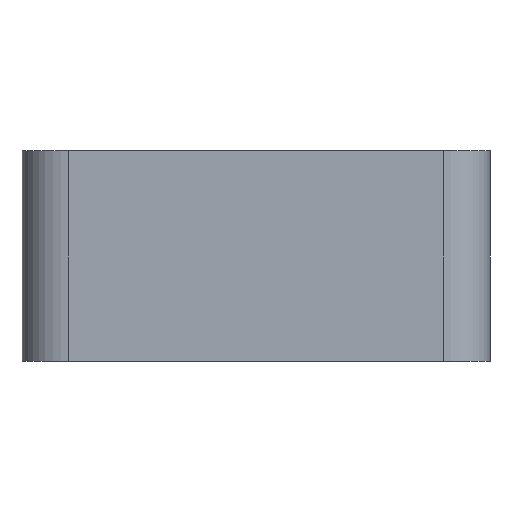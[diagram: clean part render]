
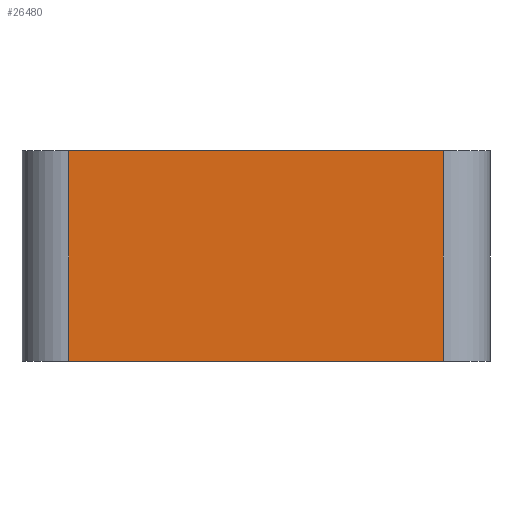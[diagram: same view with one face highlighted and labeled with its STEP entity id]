
A CAD part, front view. The second image highlights one B-rep face of the part: STEP entity #26480.
In plain terms, the highlighted planar face has unit normal (0, -1, 0).
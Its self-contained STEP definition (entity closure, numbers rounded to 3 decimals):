
#396=PLANE('',#28187);
#1578=FACE_OUTER_BOUND('',#3108,.T.);
#3108=EDGE_LOOP('',(#19584,#19585,#19586,#19587));
#5869=LINE('',#55406,#8530);
#5972=LINE('',#55736,#8633);
#5973=LINE('',#55739,#8634);
#5974=LINE('',#55740,#8635);
#8530=VECTOR('',#30868,10.);
#8633=VECTOR('',#31241,10.);
#8634=VECTOR('',#31244,10.);
#8635=VECTOR('',#31245,10.);
#11523=VERTEX_POINT('',#55403);
#11524=VERTEX_POINT('',#55405);
#11616=VERTEX_POINT('',#55734);
#11617=VERTEX_POINT('',#55738);
#14417=EDGE_CURVE('',#11524,#11523,#5869,.T.);
#14575=EDGE_CURVE('',#11523,#11616,#5972,.T.);
#14576=EDGE_CURVE('',#11617,#11616,#5973,.T.);
#14577=EDGE_CURVE('',#11524,#11617,#5974,.T.);
#19584=ORIENTED_EDGE('',*,*,#14417,.T.);
#19585=ORIENTED_EDGE('',*,*,#14575,.T.);
#19586=ORIENTED_EDGE('',*,*,#14576,.F.);
#19587=ORIENTED_EDGE('',*,*,#14577,.F.);
#26480=ADVANCED_FACE('',(#1578),#396,.T.);
#28187=AXIS2_PLACEMENT_3D('',#55737,#31242,#31243);
#30868=DIRECTION('',(1.,0.,0.));
#31241=DIRECTION('',(0.,0.,1.));
#31242=DIRECTION('center_axis',(0.,-1.,0.));
#31243=DIRECTION('ref_axis',(1.,0.,0.));
#31244=DIRECTION('',(1.,0.,0.));
#31245=DIRECTION('',(0.,0.,1.));
#55403=CARTESIAN_POINT('',(16.,-20.,2.));
#55405=CARTESIAN_POINT('',(-16.,-20.,2.));
#55406=CARTESIAN_POINT('',(-8.,-20.,2.));
#55734=CARTESIAN_POINT('',(16.,-20.,20.));
#55736=CARTESIAN_POINT('',(16.,-20.,0.));
#55737=CARTESIAN_POINT('Origin',(-16.,-20.,0.));
#55738=CARTESIAN_POINT('',(-16.,-20.,20.));
#55739=CARTESIAN_POINT('',(16.,-20.,20.));
#55740=CARTESIAN_POINT('',(-16.,-20.,0.));
